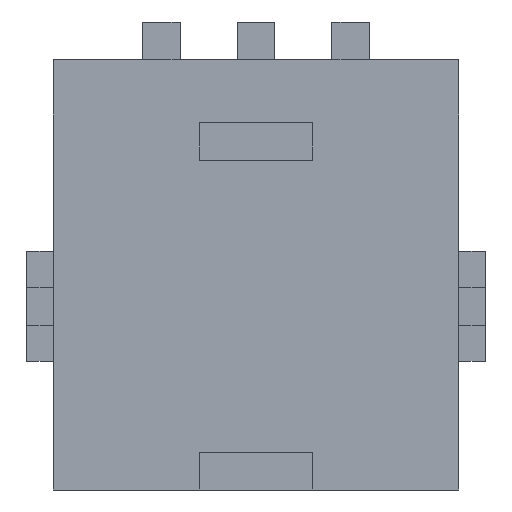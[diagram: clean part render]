
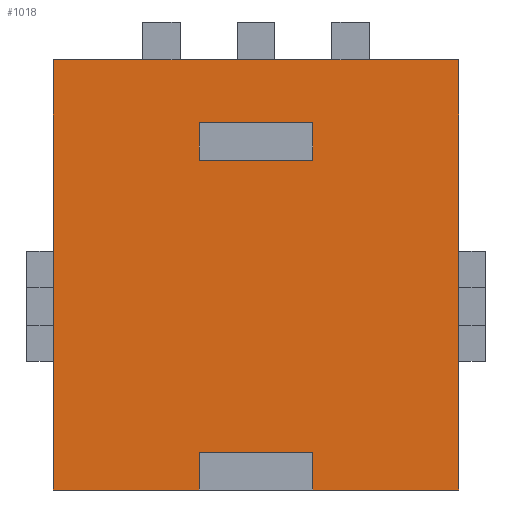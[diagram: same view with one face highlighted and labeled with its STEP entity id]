
A CAD part, front view. The second image highlights one B-rep face of the part: STEP entity #1018.
In plain terms, the highlighted planar face has unit normal (0, -1, 0).
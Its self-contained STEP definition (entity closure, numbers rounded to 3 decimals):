
#20=FACE_BOUND('',#156,.T.);
#45=PLANE('',#1089);
#100=FACE_OUTER_BOUND('',#155,.T.);
#155=EDGE_LOOP('',(#806,#807,#808,#809,#810,#811,#812,#813,#814,#815,#816,
#817,#818,#819,#820,#821,#822,#823));
#156=EDGE_LOOP('',(#824,#825,#826,#827));
#203=LINE('',#1415,#344);
#218=LINE('',#1446,#359);
#233=LINE('',#1477,#374);
#234=LINE('',#1481,#375);
#238=LINE('',#1490,#379);
#242=LINE('',#1497,#383);
#245=LINE('',#1503,#386);
#246=LINE('',#1505,#387);
#247=LINE('',#1507,#388);
#248=LINE('',#1509,#389);
#249=LINE('',#1510,#390);
#250=LINE('',#1511,#391);
#251=LINE('',#1512,#392);
#252=LINE('',#1514,#393);
#253=LINE('',#1516,#394);
#254=LINE('',#1518,#395);
#255=LINE('',#1520,#396);
#256=LINE('',#1521,#397);
#257=LINE('',#1524,#398);
#258=LINE('',#1526,#399);
#259=LINE('',#1528,#400);
#260=LINE('',#1529,#401);
#344=VECTOR('',#1157,10.);
#359=VECTOR('',#1184,10.);
#374=VECTOR('',#1211,10.);
#375=VECTOR('',#1214,10.);
#379=VECTOR('',#1220,10.);
#383=VECTOR('',#1226,10.);
#386=VECTOR('',#1233,10.);
#387=VECTOR('',#1234,10.);
#388=VECTOR('',#1235,10.);
#389=VECTOR('',#1236,10.);
#390=VECTOR('',#1237,10.);
#391=VECTOR('',#1238,10.);
#392=VECTOR('',#1239,10.);
#393=VECTOR('',#1240,10.);
#394=VECTOR('',#1241,10.);
#395=VECTOR('',#1242,10.);
#396=VECTOR('',#1243,10.);
#397=VECTOR('',#1244,10.);
#398=VECTOR('',#1245,10.);
#399=VECTOR('',#1246,10.);
#400=VECTOR('',#1247,10.);
#401=VECTOR('',#1248,10.);
#478=VERTEX_POINT('',#1395);
#483=VERTEX_POINT('',#1409);
#488=VERTEX_POINT('',#1426);
#493=VERTEX_POINT('',#1440);
#495=VERTEX_POINT('',#1449);
#501=VERTEX_POINT('',#1465);
#504=VERTEX_POINT('',#1479);
#505=VERTEX_POINT('',#1480);
#508=VERTEX_POINT('',#1488);
#509=VERTEX_POINT('',#1489);
#512=VERTEX_POINT('',#1502);
#513=VERTEX_POINT('',#1504);
#514=VERTEX_POINT('',#1506);
#515=VERTEX_POINT('',#1508);
#516=VERTEX_POINT('',#1513);
#517=VERTEX_POINT('',#1515);
#518=VERTEX_POINT('',#1517);
#519=VERTEX_POINT('',#1519);
#520=VERTEX_POINT('',#1522);
#521=VERTEX_POINT('',#1523);
#522=VERTEX_POINT('',#1525);
#523=VERTEX_POINT('',#1527);
#581=EDGE_CURVE('',#483,#478,#203,.T.);
#596=EDGE_CURVE('',#493,#488,#218,.T.);
#611=EDGE_CURVE('',#501,#495,#233,.T.);
#612=EDGE_CURVE('',#504,#505,#234,.T.);
#616=EDGE_CURVE('',#508,#509,#238,.T.);
#620=EDGE_CURVE('',#509,#504,#242,.T.);
#623=EDGE_CURVE('',#505,#512,#245,.T.);
#624=EDGE_CURVE('',#512,#513,#246,.T.);
#625=EDGE_CURVE('',#513,#514,#247,.T.);
#626=EDGE_CURVE('',#514,#515,#248,.T.);
#627=EDGE_CURVE('',#515,#483,#249,.T.);
#628=EDGE_CURVE('',#478,#493,#250,.T.);
#629=EDGE_CURVE('',#488,#501,#251,.T.);
#630=EDGE_CURVE('',#495,#516,#252,.T.);
#631=EDGE_CURVE('',#516,#517,#253,.T.);
#632=EDGE_CURVE('',#517,#518,#254,.T.);
#633=EDGE_CURVE('',#518,#519,#255,.T.);
#634=EDGE_CURVE('',#519,#508,#256,.T.);
#635=EDGE_CURVE('',#520,#521,#257,.T.);
#636=EDGE_CURVE('',#521,#522,#258,.T.);
#637=EDGE_CURVE('',#522,#523,#259,.T.);
#638=EDGE_CURVE('',#523,#520,#260,.T.);
#806=ORIENTED_EDGE('',*,*,#616,.T.);
#807=ORIENTED_EDGE('',*,*,#620,.T.);
#808=ORIENTED_EDGE('',*,*,#612,.T.);
#809=ORIENTED_EDGE('',*,*,#623,.T.);
#810=ORIENTED_EDGE('',*,*,#624,.T.);
#811=ORIENTED_EDGE('',*,*,#625,.T.);
#812=ORIENTED_EDGE('',*,*,#626,.T.);
#813=ORIENTED_EDGE('',*,*,#627,.T.);
#814=ORIENTED_EDGE('',*,*,#581,.T.);
#815=ORIENTED_EDGE('',*,*,#628,.T.);
#816=ORIENTED_EDGE('',*,*,#596,.T.);
#817=ORIENTED_EDGE('',*,*,#629,.T.);
#818=ORIENTED_EDGE('',*,*,#611,.T.);
#819=ORIENTED_EDGE('',*,*,#630,.T.);
#820=ORIENTED_EDGE('',*,*,#631,.T.);
#821=ORIENTED_EDGE('',*,*,#632,.T.);
#822=ORIENTED_EDGE('',*,*,#633,.T.);
#823=ORIENTED_EDGE('',*,*,#634,.T.);
#824=ORIENTED_EDGE('',*,*,#635,.T.);
#825=ORIENTED_EDGE('',*,*,#636,.T.);
#826=ORIENTED_EDGE('',*,*,#637,.T.);
#827=ORIENTED_EDGE('',*,*,#638,.T.);
#1018=ADVANCED_FACE('',(#100,#20),#45,.F.);
#1089=AXIS2_PLACEMENT_3D('',#1501,#1231,#1232);
#1157=DIRECTION('',(-1.,0.,0.));
#1184=DIRECTION('',(-1.,0.,0.));
#1211=DIRECTION('',(-1.,0.,0.));
#1214=DIRECTION('',(0.,0.,-1.));
#1220=DIRECTION('',(0.,0.,1.));
#1226=DIRECTION('',(1.,0.,0.));
#1231=DIRECTION('center_axis',(0.,1.,0.));
#1232=DIRECTION('ref_axis',(1.,0.,0.));
#1233=DIRECTION('',(1.,0.,0.));
#1234=DIRECTION('',(0.,0.,1.));
#1235=DIRECTION('',(0.,0.,1.));
#1236=DIRECTION('',(0.,0.,1.));
#1237=DIRECTION('',(-1.,0.,0.));
#1238=DIRECTION('',(-1.,0.,0.));
#1239=DIRECTION('',(-1.,0.,0.));
#1240=DIRECTION('',(-1.,0.,0.));
#1241=DIRECTION('',(0.,0.,-1.));
#1242=DIRECTION('',(0.,0.,-1.));
#1243=DIRECTION('',(0.,0.,-1.));
#1244=DIRECTION('',(1.,0.,0.));
#1245=DIRECTION('',(0.,0.,1.));
#1246=DIRECTION('',(1.,0.,0.));
#1247=DIRECTION('',(0.,0.,-1.));
#1248=DIRECTION('',(-1.,0.,0.));
#1395=CARTESIAN_POINT('',(2.,0.,6.5));
#1409=CARTESIAN_POINT('',(3.,0.,6.5));
#1415=CARTESIAN_POINT('',(5.35,0.,6.5));
#1426=CARTESIAN_POINT('',(-0.5,0.,6.5));
#1440=CARTESIAN_POINT('',(0.5,0.,6.5));
#1446=CARTESIAN_POINT('',(5.35,0.,6.5));
#1449=CARTESIAN_POINT('',(-3.,0.,6.5));
#1465=CARTESIAN_POINT('',(-2.,0.,6.5));
#1477=CARTESIAN_POINT('',(5.35,0.,6.5));
#1479=CARTESIAN_POINT('',(1.5,0.,-3.85));
#1480=CARTESIAN_POINT('',(1.5,0.,-4.85));
#1481=CARTESIAN_POINT('',(1.5,0.,-2.013));
#1488=CARTESIAN_POINT('',(-1.5,0.,-4.85));
#1489=CARTESIAN_POINT('',(-1.5,0.,-3.85));
#1490=CARTESIAN_POINT('',(-1.5,0.,-1.513));
#1497=CARTESIAN_POINT('',(0.75,0.,-3.85));
#1501=CARTESIAN_POINT('Origin',(0.,0.,0.825));
#1502=CARTESIAN_POINT('',(5.35,0.,-4.85));
#1503=CARTESIAN_POINT('',(-5.35,0.,-4.85));
#1504=CARTESIAN_POINT('',(5.35,0.,-1.45));
#1505=CARTESIAN_POINT('',(5.35,0.,-4.85));
#1506=CARTESIAN_POINT('',(5.35,0.,1.45));
#1507=CARTESIAN_POINT('',(5.35,0.,-4.85));
#1508=CARTESIAN_POINT('',(5.35,0.,6.5));
#1509=CARTESIAN_POINT('',(5.35,0.,-4.85));
#1510=CARTESIAN_POINT('',(5.35,0.,6.5));
#1511=CARTESIAN_POINT('',(5.35,0.,6.5));
#1512=CARTESIAN_POINT('',(5.35,0.,6.5));
#1513=CARTESIAN_POINT('',(-5.35,0.,6.5));
#1514=CARTESIAN_POINT('',(5.35,0.,6.5));
#1515=CARTESIAN_POINT('',(-5.35,0.,1.45));
#1516=CARTESIAN_POINT('',(-5.35,0.,6.5));
#1517=CARTESIAN_POINT('',(-5.35,0.,-1.45));
#1518=CARTESIAN_POINT('',(-5.35,0.,6.5));
#1519=CARTESIAN_POINT('',(-5.35,0.,-4.85));
#1520=CARTESIAN_POINT('',(-5.35,0.,6.5));
#1521=CARTESIAN_POINT('',(-5.35,0.,-4.85));
#1522=CARTESIAN_POINT('',(-1.5,0.,3.85));
#1523=CARTESIAN_POINT('',(-1.5,0.,4.85));
#1524=CARTESIAN_POINT('',(-1.5,0.,2.838));
#1525=CARTESIAN_POINT('',(1.5,0.,4.85));
#1526=CARTESIAN_POINT('',(0.75,0.,4.85));
#1527=CARTESIAN_POINT('',(1.5,0.,3.85));
#1528=CARTESIAN_POINT('',(1.5,0.,2.338));
#1529=CARTESIAN_POINT('',(-0.75,0.,3.85));
